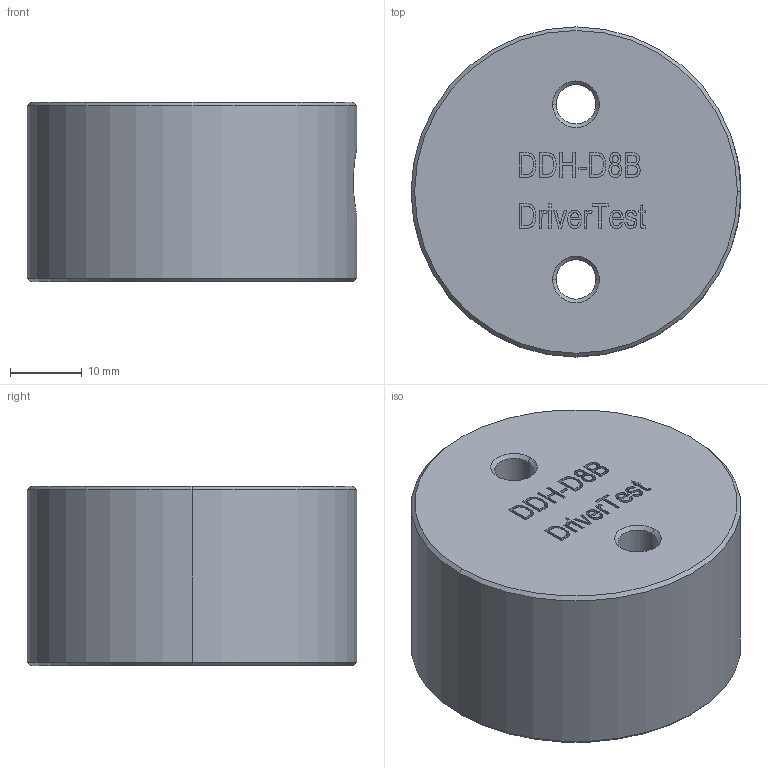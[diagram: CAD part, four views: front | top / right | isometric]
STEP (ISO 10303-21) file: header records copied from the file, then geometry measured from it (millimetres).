
FILE_DESCRIPTION (( 'STEP AP214' ), '1' );
FILE_NAME ('D8B驱动仓参考.STEP', '2024-05-24T11:35:59', ( '' ), ( '' ), 'SwSTEP 2.0', 'SolidWorks 2021', '' );
FILE_SCHEMA (( 'AUTOMOTIVE_DESIGN' ));
Length unit declared in the file: millimetre
Products named in the file (1): D8B驱动仓参考
Bounding box: 46 x 46 x 25 mm (x, y, z)
Volume: 27148.9 mm3; surface area: 9023 mm2
Topology: 1 solids, 1 shells, 266 faces, 694 edges, 458 vertices
Faces by surface type: plane 140, bspline 105, cylinder 11, cone 10
Entity records: 14511 total; most frequent: CARTESIAN_POINT 8632, ORIENTED_EDGE 1388, DIRECTION 834, EDGE_CURVE 694, VERTEX_POINT 458, VECTOR 448, LINE 448, EDGE_LOOP 300
